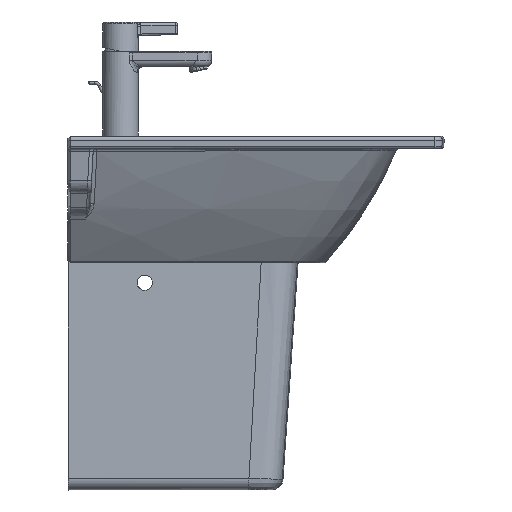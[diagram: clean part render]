
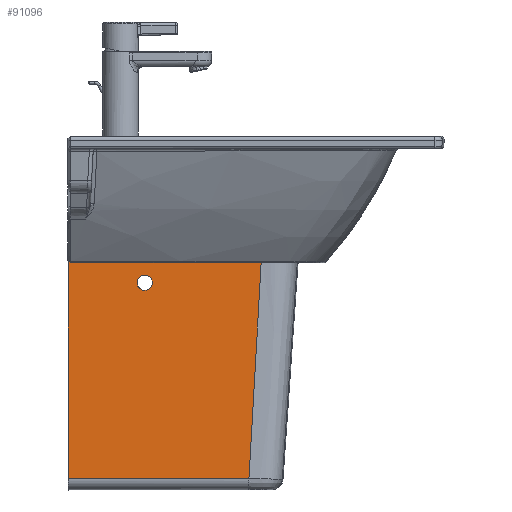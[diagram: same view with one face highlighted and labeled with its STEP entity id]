
A CAD part, front view. The second image highlights one B-rep face of the part: STEP entity #91096.
In plain terms, the highlighted planar face has unit normal (0.037, -0.999, -0.013).
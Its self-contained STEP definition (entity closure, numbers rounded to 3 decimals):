
#85663=CARTESIAN_POINT('',(235.68,-72.625,-285.196));
#85664=VERTEX_POINT('',#85663);
#85731=CARTESIAN_POINT('',(0.,-81.267,-285.196));
#85732=VERTEX_POINT('',#85731);
#85733=CARTESIAN_POINT('',(0.,-81.267,-285.196));
#85734=DIRECTION('',(0.999,0.037,0.));
#85735=VECTOR('',#85734,235.839);
#85736=LINE('',#85733,#85735);
#85737=EDGE_CURVE('',#85732,#85664,#85736,.T.);
#85831=CARTESIAN_POINT('',(251.831,-75.766,0.));
#85832=VERTEX_POINT('',#85831);
#85833=CARTESIAN_POINT('',(251.831,-75.766,0.));
#85834=DIRECTION('',(-0.057,0.011,-0.998));
#85835=VECTOR('',#85834,285.67);
#85836=LINE('',#85833,#85835);
#85837=EDGE_CURVE('',#85832,#85664,#85836,.T.);
#89628=CARTESIAN_POINT('',(0.,-85.,0.));
#89629=VERTEX_POINT('',#89628);
#89630=CARTESIAN_POINT('',(0.0,-81.267,-285.196));
#89631=DIRECTION('',(0.0,-0.013,1.));
#89632=VECTOR('',#89631,285.221);
#89633=LINE('',#89630,#89632);
#89634=EDGE_CURVE('',#85732,#89629,#89633,.T.);
#89660=CARTESIAN_POINT('',(251.831,-75.766,0.0));
#89661=DIRECTION('',(-0.999,-0.037,0.0));
#89662=VECTOR('',#89661,252.);
#89663=LINE('',#89660,#89662);
#89664=EDGE_CURVE('',#85832,#89629,#89663,.T.);
#91074=CARTESIAN_POINT('',(117.142,-78.741,-150.));
#91075=DIRECTION('',(0.037,-0.999,-0.013));
#91076=DIRECTION('',(0.0,0.013,-1.));
#91077=AXIS2_PLACEMENT_3D('',#91074,#91075,#91076);
#91078=PLANE('',#91077);
#91079=ORIENTED_EDGE('',*,*,#89634,.F.);
#91080=ORIENTED_EDGE('',*,*,#85737,.T.);
#91081=ORIENTED_EDGE('',*,*,#85837,.F.);
#91082=ORIENTED_EDGE('',*,*,#89664,.T.);
#91083=EDGE_LOOP('',(#91079,#91080,#91081,#91082));
#91084=FACE_OUTER_BOUND('',#91083,.T.);
#91085=CARTESIAN_POINT('',(90.0,-81.307,-30.0));
#91086=VERTEX_POINT('',#91085);
#91087=CARTESIAN_POINT('',(100.0,-80.94,-30.0));
#91088=DIRECTION('',(-0.037,0.999,0.013));
#91089=DIRECTION('',(-0.941,-0.039,0.336));
#91090=AXIS2_PLACEMENT_3D('',#91087,#91088,#91089);
#91091=ELLIPSE('',#91090,10.008,10.0);
#91092=EDGE_CURVE('',#91086,#91086,#91091,.T.);
#91093=ORIENTED_EDGE('',*,*,#91092,.T.);
#91094=EDGE_LOOP('',(#91093));
#91095=FACE_BOUND('',#91094,.T.);
#91096=ADVANCED_FACE('',(#91084,#91095),#91078,.T.);
